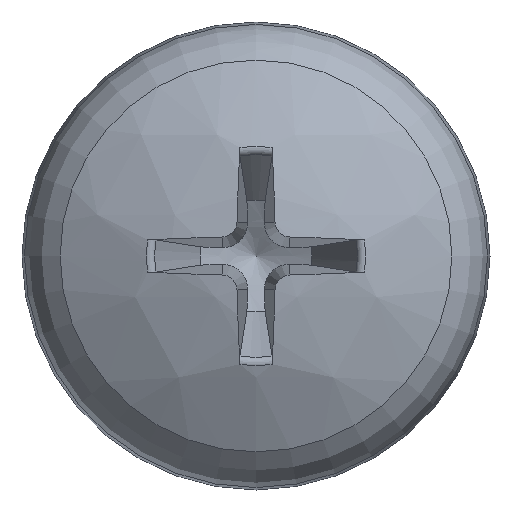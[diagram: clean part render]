
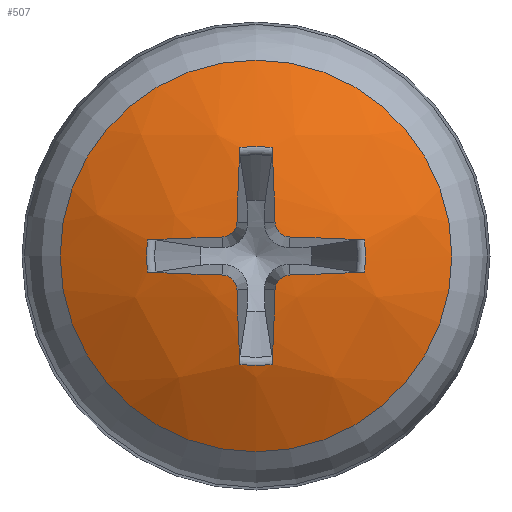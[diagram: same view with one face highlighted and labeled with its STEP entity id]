
A CAD part, left-side view. The second image highlights one B-rep face of the part: STEP entity #507.
In plain terms, the highlighted spherical face has radius 3.2 mm.
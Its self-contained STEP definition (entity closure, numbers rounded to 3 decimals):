
#27=FACE_BOUND('',#102,.T.);
#29=SPHERICAL_SURFACE('',#586,3.2);
#38=ELLIPSE('',#588,0.132,0.13);
#39=ELLIPSE('',#591,0.132,0.13);
#40=ELLIPSE('',#594,0.132,0.13);
#41=ELLIPSE('',#597,0.132,0.13);
#71=FACE_OUTER_BOUND('',#101,.T.);
#101=EDGE_LOOP('',(#376));
#102=EDGE_LOOP('',(#377,#378,#379,#380,#381,#382,#383,#384,#385,#386,#387,
#388,#389,#390,#391,#392));
#170=CIRCLE('',#556,0.936);
#173=CIRCLE('',#563,0.936);
#176=CIRCLE('',#570,0.936);
#180=CIRCLE('',#578,0.936);
#184=CIRCLE('',#584,1.674);
#186=CIRCLE('',#587,3.198);
#187=CIRCLE('',#589,3.198);
#188=CIRCLE('',#590,3.198);
#189=CIRCLE('',#592,3.198);
#190=CIRCLE('',#593,3.198);
#191=CIRCLE('',#595,3.198);
#192=CIRCLE('',#596,3.198);
#193=CIRCLE('',#598,3.198);
#201=VERTEX_POINT('',#806);
#204=VERTEX_POINT('',#811);
#207=VERTEX_POINT('',#821);
#210=VERTEX_POINT('',#826);
#213=VERTEX_POINT('',#836);
#216=VERTEX_POINT('',#841);
#220=VERTEX_POINT('',#853);
#223=VERTEX_POINT('',#858);
#228=VERTEX_POINT('',#871);
#229=VERTEX_POINT('',#876);
#230=VERTEX_POINT('',#878);
#231=VERTEX_POINT('',#881);
#232=VERTEX_POINT('',#883);
#233=VERTEX_POINT('',#886);
#234=VERTEX_POINT('',#888);
#235=VERTEX_POINT('',#891);
#236=VERTEX_POINT('',#893);
#258=EDGE_CURVE('',#204,#201,#170,.T.);
#265=EDGE_CURVE('',#210,#207,#173,.T.);
#272=EDGE_CURVE('',#216,#213,#176,.T.);
#280=EDGE_CURVE('',#223,#220,#180,.T.);
#286=EDGE_CURVE('',#228,#228,#184,.T.);
#288=EDGE_CURVE('',#229,#204,#186,.T.);
#289=EDGE_CURVE('',#230,#229,#38,.T.);
#290=EDGE_CURVE('',#220,#230,#187,.T.);
#291=EDGE_CURVE('',#231,#223,#188,.T.);
#292=EDGE_CURVE('',#232,#231,#39,.T.);
#293=EDGE_CURVE('',#213,#232,#189,.T.);
#294=EDGE_CURVE('',#233,#216,#190,.T.);
#295=EDGE_CURVE('',#234,#233,#40,.T.);
#296=EDGE_CURVE('',#207,#234,#191,.T.);
#297=EDGE_CURVE('',#235,#210,#192,.T.);
#298=EDGE_CURVE('',#236,#235,#41,.T.);
#299=EDGE_CURVE('',#201,#236,#193,.T.);
#376=ORIENTED_EDGE('',*,*,#286,.F.);
#377=ORIENTED_EDGE('',*,*,#288,.F.);
#378=ORIENTED_EDGE('',*,*,#289,.F.);
#379=ORIENTED_EDGE('',*,*,#290,.F.);
#380=ORIENTED_EDGE('',*,*,#280,.F.);
#381=ORIENTED_EDGE('',*,*,#291,.F.);
#382=ORIENTED_EDGE('',*,*,#292,.F.);
#383=ORIENTED_EDGE('',*,*,#293,.F.);
#384=ORIENTED_EDGE('',*,*,#272,.F.);
#385=ORIENTED_EDGE('',*,*,#294,.F.);
#386=ORIENTED_EDGE('',*,*,#295,.F.);
#387=ORIENTED_EDGE('',*,*,#296,.F.);
#388=ORIENTED_EDGE('',*,*,#265,.F.);
#389=ORIENTED_EDGE('',*,*,#297,.F.);
#390=ORIENTED_EDGE('',*,*,#298,.F.);
#391=ORIENTED_EDGE('',*,*,#299,.F.);
#392=ORIENTED_EDGE('',*,*,#258,.F.);
#507=ADVANCED_FACE('',(#71,#27),#29,.T.);
#556=AXIS2_PLACEMENT_3D('',#813,#645,#646);
#563=AXIS2_PLACEMENT_3D('',#828,#661,#662);
#570=AXIS2_PLACEMENT_3D('',#843,#677,#678);
#578=AXIS2_PLACEMENT_3D('',#860,#695,#696);
#584=AXIS2_PLACEMENT_3D('',#873,#709,#710);
#586=AXIS2_PLACEMENT_3D('',#875,#713,#714);
#587=AXIS2_PLACEMENT_3D('',#877,#715,#716);
#588=AXIS2_PLACEMENT_3D('',#879,#717,#718);
#589=AXIS2_PLACEMENT_3D('',#880,#719,#720);
#590=AXIS2_PLACEMENT_3D('',#882,#721,#722);
#591=AXIS2_PLACEMENT_3D('',#884,#723,#724);
#592=AXIS2_PLACEMENT_3D('',#885,#725,#726);
#593=AXIS2_PLACEMENT_3D('',#887,#727,#728);
#594=AXIS2_PLACEMENT_3D('',#889,#729,#730);
#595=AXIS2_PLACEMENT_3D('',#890,#731,#732);
#596=AXIS2_PLACEMENT_3D('',#892,#733,#734);
#597=AXIS2_PLACEMENT_3D('',#894,#735,#736);
#598=AXIS2_PLACEMENT_3D('',#895,#737,#738);
#645=DIRECTION('center_axis',(-1.,0.,0.));
#646=DIRECTION('ref_axis',(0.,1.,0.));
#661=DIRECTION('center_axis',(-1.,0.,0.));
#662=DIRECTION('ref_axis',(0.,0.,-1.));
#677=DIRECTION('center_axis',(-1.,0.,0.));
#678=DIRECTION('ref_axis',(0.,-1.,0.));
#695=DIRECTION('center_axis',(-1.,0.,0.));
#696=DIRECTION('ref_axis',(0.,0.,1.));
#709=DIRECTION('center_axis',(1.,0.,0.));
#710=DIRECTION('ref_axis',(0.,-1.,0.));
#713=DIRECTION('center_axis',(0.,0.,
1.));
#714=DIRECTION('ref_axis',(-0.998,-0.058,0.));
#715=DIRECTION('center_axis',(-0.087,-0.022,-0.996));
#716=DIRECTION('ref_axis',(0.,-1.,0.022));
#717=DIRECTION('center_axis',(0.992,-0.091,-0.091));
#718=DIRECTION('ref_axis',(0.129,0.701,0.701));
#719=DIRECTION('center_axis',(-0.087,-0.996,-0.022));
#720=DIRECTION('ref_axis',(0.,-0.022,1.));
#721=DIRECTION('center_axis',(-0.087,0.996,-0.022));
#722=DIRECTION('ref_axis',(0.,-0.022,-1.));
#723=DIRECTION('center_axis',(0.992,0.091,-0.091));
#724=DIRECTION('ref_axis',(0.129,-0.701,0.701));
#725=DIRECTION('center_axis',(-0.087,0.022,-0.996));
#726=DIRECTION('ref_axis',(0.,-1.,-0.022));
#727=DIRECTION('center_axis',(-0.087,0.022,0.996));
#728=DIRECTION('ref_axis',(0.,1.,-0.022));
#729=DIRECTION('center_axis',(0.992,0.091,0.091));
#730=DIRECTION('ref_axis',(0.129,-0.701,-0.701));
#731=DIRECTION('center_axis',(-0.087,0.996,0.022));
#732=DIRECTION('ref_axis',(0.,0.022,-1.));
#733=DIRECTION('center_axis',(-0.087,-0.996,0.022));
#734=DIRECTION('ref_axis',(0.,0.022,1.));
#735=DIRECTION('center_axis',(0.992,-0.091,0.091));
#736=DIRECTION('ref_axis',(0.129,0.701,-0.701));
#737=DIRECTION('center_axis',(-0.087,-0.022,0.996));
#738=DIRECTION('ref_axis',(0.,1.,0.022));
#806=CARTESIAN_POINT('',(-1.46,0.926,-0.138));
#811=CARTESIAN_POINT('',(-1.46,0.926,0.138));
#813=CARTESIAN_POINT('Origin',(-1.46,0.,
0.));
#821=CARTESIAN_POINT('',(-1.46,-0.138,-0.926));
#826=CARTESIAN_POINT('',(-1.46,0.138,-0.926));
#828=CARTESIAN_POINT('Origin',(-1.46,0.,
0.));
#836=CARTESIAN_POINT('',(-1.46,-0.926,0.138));
#841=CARTESIAN_POINT('',(-1.46,-0.926,-0.138));
#843=CARTESIAN_POINT('Origin',(-1.46,0.,
0.));
#853=CARTESIAN_POINT('',(-1.46,0.138,0.926));
#858=CARTESIAN_POINT('',(-1.46,-0.138,0.926));
#860=CARTESIAN_POINT('Origin',(-1.46,0.,
0.));
#871=CARTESIAN_POINT('',(-1.127,0.,1.674));
#873=CARTESIAN_POINT('Origin',(-1.127,0.,
0.));
#875=CARTESIAN_POINT('Origin',(1.6,0.,0.));
#876=CARTESIAN_POINT('',(-1.583,0.289,0.163));
#877=CARTESIAN_POINT('Origin',(1.59,-0.002,-0.109));
#878=CARTESIAN_POINT('',(-1.583,0.163,0.289));
#879=CARTESIAN_POINT('Origin',(-1.57,0.293,0.293));
#880=CARTESIAN_POINT('Origin',(1.59,-0.109,-0.002));
#881=CARTESIAN_POINT('',(-1.583,-0.163,0.289));
#882=CARTESIAN_POINT('Origin',(1.59,0.109,-0.002));
#883=CARTESIAN_POINT('',(-1.583,-0.289,0.163));
#884=CARTESIAN_POINT('Origin',(-1.57,-0.293,0.293));
#885=CARTESIAN_POINT('Origin',(1.59,0.002,-0.109));
#886=CARTESIAN_POINT('',(-1.583,-0.289,-0.163));
#887=CARTESIAN_POINT('Origin',(1.59,0.002,0.109));
#888=CARTESIAN_POINT('',(-1.583,-0.163,-0.289));
#889=CARTESIAN_POINT('Origin',(-1.57,-0.293,-0.293));
#890=CARTESIAN_POINT('Origin',(1.59,0.109,0.002));
#891=CARTESIAN_POINT('',(-1.583,0.163,-0.289));
#892=CARTESIAN_POINT('Origin',(1.59,-0.109,0.002));
#893=CARTESIAN_POINT('',(-1.583,0.289,-0.163));
#894=CARTESIAN_POINT('Origin',(-1.57,0.293,-0.293));
#895=CARTESIAN_POINT('Origin',(1.59,-0.002,0.109));
